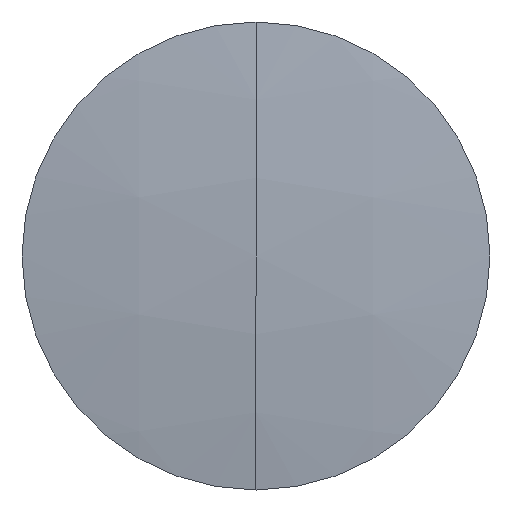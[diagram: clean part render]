
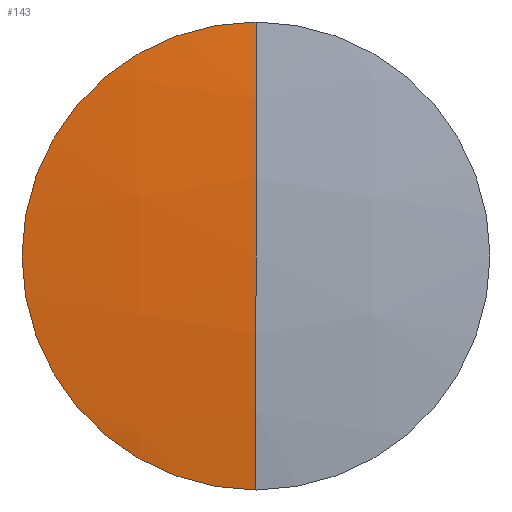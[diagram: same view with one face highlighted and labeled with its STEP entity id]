
A CAD part, left-side view. The second image highlights one B-rep face of the part: STEP entity #143.
In plain terms, the highlighted spherical face has radius 22.7 mm.
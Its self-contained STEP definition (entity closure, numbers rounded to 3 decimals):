
#8 = DIRECTION ( 'NONE',  ( 0., 1., 0. ) ) ;
#12 = EDGE_CURVE ( 'NONE', #299, #139, #310, .T. ) ;
#19 = AXIS2_PLACEMENT_3D ( 'NONE', #120, #59, #186 ) ;
#59 = DIRECTION ( 'NONE',  ( -1., 0., 0. ) ) ;
#64 = CARTESIAN_POINT ( 'NONE',  ( 1.471, 0., 3.175 ) ) ;
#66 = EDGE_CURVE ( 'NONE', #167, #299, #144, .T. ) ;
#67 = AXIS2_PLACEMENT_3D ( 'NONE', #126, #271, #129 ) ;
#68 = CARTESIAN_POINT ( 'NONE',  ( 1.471, 0., -3.175 ) ) ;
#74 = CIRCLE ( 'NONE', #291, 22.7 ) ;
#90 = EDGE_LOOP ( 'NONE', ( #221, #306, #124 ) ) ;
#98 = DIRECTION ( 'NONE',  ( 0., 0., -1. ) ) ;
#117 = CARTESIAN_POINT ( 'NONE',  ( 23.948, 0., 0. ) ) ;
#120 = CARTESIAN_POINT ( 'NONE',  ( 1.471, 0., 0. ) ) ;
#124 = ORIENTED_EDGE ( 'NONE', *, *, #209, .F. ) ;
#126 = CARTESIAN_POINT ( 'NONE',  ( 23.948, 0., 0. ) ) ;
#129 = DIRECTION ( 'NONE',  ( 0., 0., 1. ) ) ;
#139 = VERTEX_POINT ( 'NONE', #287 ) ;
#143 = ADVANCED_FACE ( 'NONE', ( #211 ), #255, .T. ) ;
#144 = CIRCLE ( 'NONE', #19, 3.175 ) ;
#150 = DIRECTION ( 'NONE',  ( 0., -1., 0. ) ) ;
#152 = CARTESIAN_POINT ( 'NONE',  ( 23.948, 0., 0. ) ) ;
#167 = VERTEX_POINT ( 'NONE', #64 ) ;
#186 = DIRECTION ( 'NONE',  ( 0., 0., 1. ) ) ;
#209 = EDGE_CURVE ( 'NONE', #167, #139, #74, .T. ) ;
#211 = FACE_OUTER_BOUND ( 'NONE', #90, .T. ) ;
#221 = ORIENTED_EDGE ( 'NONE', *, *, #66, .T. ) ;
#225 = DIRECTION ( 'NONE',  ( 0., 0., 1. ) ) ;
#240 = AXIS2_PLACEMENT_3D ( 'NONE', #117, #8, #225 ) ;
#255 = SPHERICAL_SURFACE ( 'NONE', #67, 22.7 ) ;
#271 = DIRECTION ( 'NONE',  ( 0., 1., 0. ) ) ;
#287 = CARTESIAN_POINT ( 'NONE',  ( 1.248, 0., 0. ) ) ;
#291 = AXIS2_PLACEMENT_3D ( 'NONE', #152, #150, #98 ) ;
#299 = VERTEX_POINT ( 'NONE', #68 ) ;
#306 = ORIENTED_EDGE ( 'NONE', *, *, #12, .T. ) ;
#310 = CIRCLE ( 'NONE', #240, 22.7 ) ;
